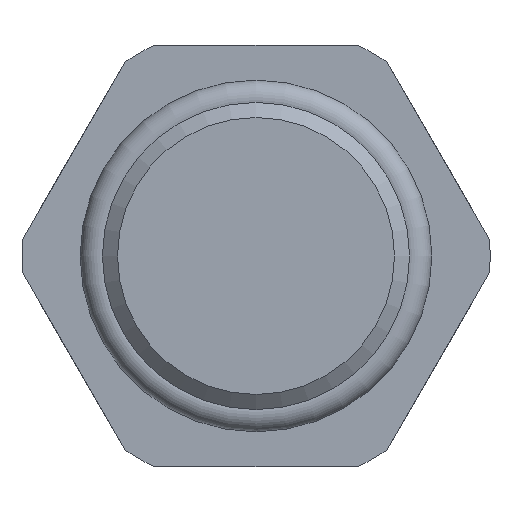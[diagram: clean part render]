
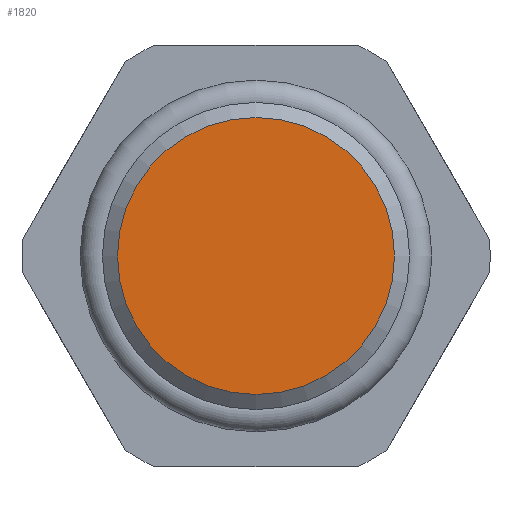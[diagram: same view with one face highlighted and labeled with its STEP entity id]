
A CAD part, front view. The second image highlights one B-rep face of the part: STEP entity #1820.
In plain terms, the highlighted planar face has unit normal (0, -1, 0).
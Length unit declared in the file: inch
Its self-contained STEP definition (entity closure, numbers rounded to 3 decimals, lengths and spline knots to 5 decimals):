
#1789=CARTESIAN_POINT('',(0.22008,0.,0.0));
#1790=VERTEX_POINT('',#1789);
#1791=CARTESIAN_POINT('',(0.0,0.,0.0));
#1792=DIRECTION('',(0.0,-1.0,0.0));
#1793=DIRECTION('',(1.0,0.0,0.0));
#1794=AXIS2_PLACEMENT_3D('',#1791,#1792,#1793);
#1795=CIRCLE('',#1794,0.22008);
#1796=EDGE_CURVE('',#1790,#1790,#1795,.T.);
#1812=CARTESIAN_POINT('',(0.20551,0.,0.0));
#1813=DIRECTION('',(0.0,-1.0,0.0));
#1814=DIRECTION('',(0.0,0.0,-1.0));
#1815=AXIS2_PLACEMENT_3D('',#1812,#1813,#1814);
#1816=PLANE('',#1815);
#1817=ORIENTED_EDGE('',*,*,#1796,.T.);
#1818=EDGE_LOOP('',(#1817));
#1819=FACE_OUTER_BOUND('',#1818,.T.);
#1820=ADVANCED_FACE('',(#1819),#1816,.T.);
